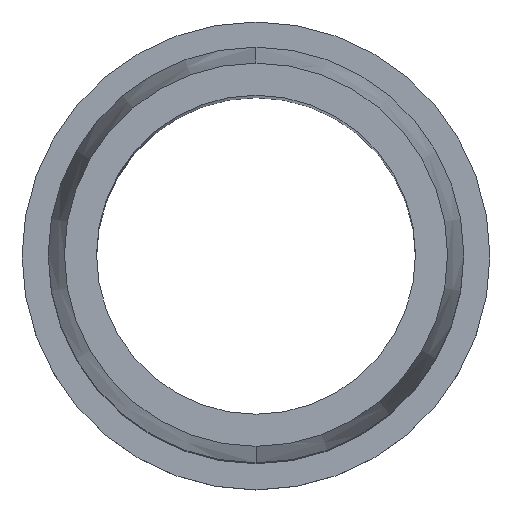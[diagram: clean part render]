
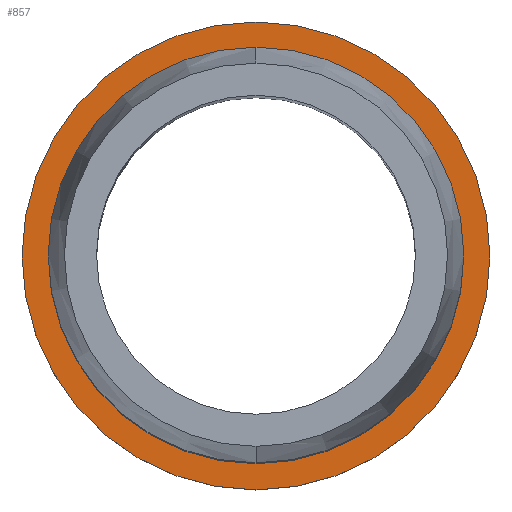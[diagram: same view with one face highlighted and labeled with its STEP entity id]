
A CAD part, top view. The second image highlights one B-rep face of the part: STEP entity #857.
In plain terms, the highlighted planar face has unit normal (0, 0, 1).
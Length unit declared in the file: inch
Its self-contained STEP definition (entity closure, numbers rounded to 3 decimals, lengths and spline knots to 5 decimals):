
#29 = CARTESIAN_POINT ( 'NONE',  ( -0.3335, 0., 0.035 ) ) ;
#30 = CARTESIAN_POINT ( 'NONE',  ( 0., 0., 0.035 ) ) ;
#54 = VERTEX_POINT ( 'NONE', #1108 ) ;
#73 = DIRECTION ( 'NONE',  ( 1., 0., 0. ) ) ;
#91 = CIRCLE ( 'NONE', #950, 0.3335 ) ;
#104 = CARTESIAN_POINT ( 'NONE',  ( 0.3335, 0., 0.035 ) ) ;
#113 = DIRECTION ( 'NONE',  ( 1., 0., 0. ) ) ;
#165 = EDGE_CURVE ( 'NONE', #485, #54, #713, .T. ) ;
#242 = ORIENTED_EDGE ( 'NONE', *, *, #165, .T. ) ;
#339 = DIRECTION ( 'NONE',  ( 0., 0., -1. ) ) ;
#350 = FACE_BOUND ( 'NONE', #979, .T. ) ;
#351 = PLANE ( 'NONE',  #869 ) ;
#355 = CARTESIAN_POINT ( 'NONE',  ( 0., 0., 0.035 ) ) ;
#388 = AXIS2_PLACEMENT_3D ( 'NONE', #355, #1003, #453 ) ;
#401 = EDGE_CURVE ( 'NONE', #54, #485, #442, .T. ) ;
#442 = CIRCLE ( 'NONE', #492, 0.3755 ) ;
#444 = DIRECTION ( 'NONE',  ( 1., 0., 0. ) ) ;
#453 = DIRECTION ( 'NONE',  ( 1., 0., 0. ) ) ;
#484 = EDGE_LOOP ( 'NONE', ( #242, #551 ) ) ;
#485 = VERTEX_POINT ( 'NONE', #1069 ) ;
#492 = AXIS2_PLACEMENT_3D ( 'NONE', #1140, #610, #73 ) ;
#503 = EDGE_CURVE ( 'NONE', #1023, #999, #91, .T. ) ;
#551 = ORIENTED_EDGE ( 'NONE', *, *, #401, .T. ) ;
#592 = EDGE_CURVE ( 'NONE', #999, #1023, #706, .T. ) ;
#610 = DIRECTION ( 'NONE',  ( 0., 0., 1. ) ) ;
#653 = DIRECTION ( 'NONE',  ( 0., 0., 1. ) ) ;
#706 = CIRCLE ( 'NONE', #388, 0.3335 ) ;
#713 = CIRCLE ( 'NONE', #891, 0.3755 ) ;
#717 = ORIENTED_EDGE ( 'NONE', *, *, #592, .T. ) ;
#857 = ADVANCED_FACE ( 'NONE', ( #350, #1054 ), #351, .T. ) ;
#869 = AXIS2_PLACEMENT_3D ( 'NONE', #907, #996, #444 ) ;
#891 = AXIS2_PLACEMENT_3D ( 'NONE', #30, #653, #113 ) ;
#896 = CARTESIAN_POINT ( 'NONE',  ( 0., 0., 0.035 ) ) ;
#907 = CARTESIAN_POINT ( 'NONE',  ( 0., 0., 0.035 ) ) ;
#950 = AXIS2_PLACEMENT_3D ( 'NONE', #896, #339, #989 ) ;
#979 = EDGE_LOOP ( 'NONE', ( #1145, #717 ) ) ;
#989 = DIRECTION ( 'NONE',  ( 1., 0., 0. ) ) ;
#996 = DIRECTION ( 'NONE',  ( 0., 0., 1. ) ) ;
#999 = VERTEX_POINT ( 'NONE', #104 ) ;
#1003 = DIRECTION ( 'NONE',  ( 0., 0., -1. ) ) ;
#1023 = VERTEX_POINT ( 'NONE', #29 ) ;
#1054 = FACE_OUTER_BOUND ( 'NONE', #484, .T. ) ;
#1069 = CARTESIAN_POINT ( 'NONE',  ( -0.3755, 0., 0.035 ) ) ;
#1108 = CARTESIAN_POINT ( 'NONE',  ( 0.3755, 0., 0.035 ) ) ;
#1140 = CARTESIAN_POINT ( 'NONE',  ( 0., 0., 0.035 ) ) ;
#1145 = ORIENTED_EDGE ( 'NONE', *, *, #503, .T. ) ;
